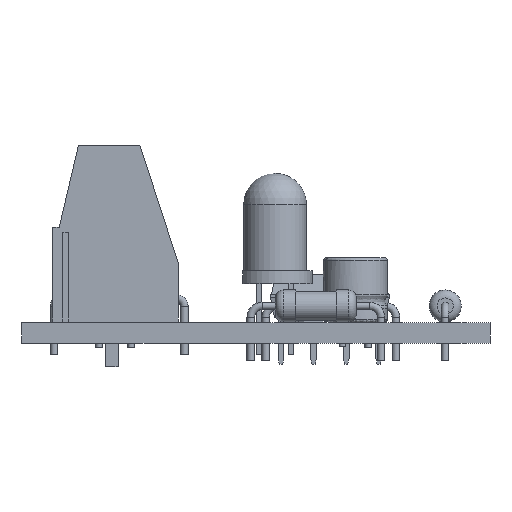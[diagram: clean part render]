
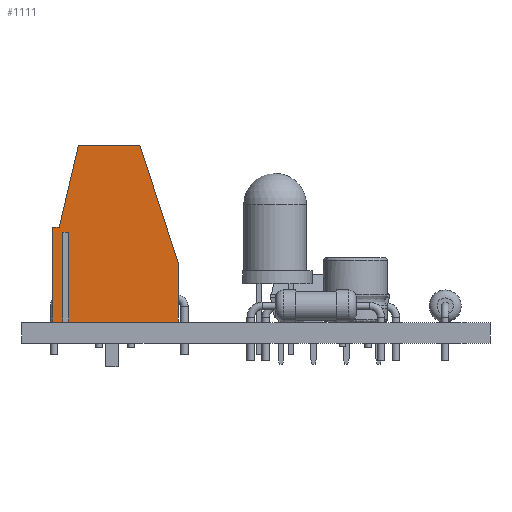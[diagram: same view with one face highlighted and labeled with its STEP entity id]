
A CAD part, left-side view. The second image highlights one B-rep face of the part: STEP entity #1111.
In plain terms, the highlighted face is planar.
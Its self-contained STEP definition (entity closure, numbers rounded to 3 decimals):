
#670 = VERTEX_POINT('',#671);
#671 = CARTESIAN_POINT('',(7.62,-2.6,13.8));
#677 = EDGE_CURVE('',#670,#678,#680,.T.);
#678 = VERTEX_POINT('',#679);
#679 = CARTESIAN_POINT('',(7.62,-4.1,7.4));
#680 = LINE('',#681,#682);
#681 = CARTESIAN_POINT('',(7.62,-2.6,13.8));
#682 = VECTOR('',#683,1.);
#683 = DIRECTION('',(0.,-0.228,-0.974));
#702 = VERTEX_POINT('',#703);
#703 = CARTESIAN_POINT('',(7.62,2.2,13.8));
#709 = EDGE_CURVE('',#702,#670,#710,.T.);
#710 = LINE('',#711,#712);
#711 = CARTESIAN_POINT('',(7.62,5.2,13.8));
#712 = VECTOR('',#713,1.);
#713 = DIRECTION('',(0.,-1.,0.));
#747 = EDGE_CURVE('',#702,#748,#750,.T.);
#748 = VERTEX_POINT('',#749);
#749 = CARTESIAN_POINT('',(7.62,5.2,4.57));
#750 = LINE('',#751,#752);
#751 = CARTESIAN_POINT('',(7.62,2.2,13.8));
#752 = VECTOR('',#753,1.);
#753 = DIRECTION('',(0.,0.309,-0.951));
#772 = VERTEX_POINT('',#773);
#773 = CARTESIAN_POINT('',(7.62,5.2,0.));
#779 = EDGE_CURVE('',#772,#748,#780,.T.);
#780 = LINE('',#781,#782);
#781 = CARTESIAN_POINT('',(7.62,5.2,0.));
#782 = VECTOR('',#783,1.);
#783 = DIRECTION('',(0.,0.,1.));
#819 = EDGE_CURVE('',#820,#772,#822,.T.);
#820 = VERTEX_POINT('',#821);
#821 = CARTESIAN_POINT('',(7.62,-3.37,0.));
#822 = LINE('',#823,#824);
#823 = CARTESIAN_POINT('',(7.62,-4.6,0.));
#824 = VECTOR('',#825,1.);
#825 = DIRECTION('',(0.,1.,0.));
#844 = VERTEX_POINT('',#845);
#845 = CARTESIAN_POINT('',(7.62,-3.83,0.));
#851 = EDGE_CURVE('',#852,#844,#854,.T.);
#852 = VERTEX_POINT('',#853);
#853 = CARTESIAN_POINT('',(7.62,-4.6,0.));
#854 = LINE('',#855,#856);
#855 = CARTESIAN_POINT('',(7.62,-4.6,0.));
#856 = VECTOR('',#857,1.);
#857 = DIRECTION('',(0.,1.,0.));
#1008 = VERTEX_POINT('',#1009);
#1009 = CARTESIAN_POINT('',(7.62,-4.6,7.4));
#1015 = EDGE_CURVE('',#1008,#852,#1016,.T.);
#1016 = LINE('',#1017,#1018);
#1017 = CARTESIAN_POINT('',(7.62,-4.6,13.8));
#1018 = VECTOR('',#1019,1.);
#1019 = DIRECTION('',(0.,0.,-1.));
#1099 = EDGE_CURVE('',#678,#1008,#1100,.T.);
#1100 = LINE('',#1101,#1102);
#1101 = CARTESIAN_POINT('',(7.62,-4.1,7.4));
#1102 = VECTOR('',#1103,1.);
#1103 = DIRECTION('',(0.,-1.,0.));
#1111 = ADVANCED_FACE('',(#1112),#1144,.T.);
#1112 = FACE_BOUND('',#1113,.T.);
#1113 = EDGE_LOOP('',(#1114,#1115,#1116,#1117,#1118,#1126,#1134,#1140,
    #1141,#1142,#1143));
#1114 = ORIENTED_EDGE('',*,*,#677,.T.);
#1115 = ORIENTED_EDGE('',*,*,#1099,.T.);
#1116 = ORIENTED_EDGE('',*,*,#1015,.T.);
#1117 = ORIENTED_EDGE('',*,*,#851,.T.);
#1118 = ORIENTED_EDGE('',*,*,#1119,.T.);
#1119 = EDGE_CURVE('',#844,#1120,#1122,.T.);
#1120 = VERTEX_POINT('',#1121);
#1121 = CARTESIAN_POINT('',(7.62,-3.83,7.));
#1122 = LINE('',#1123,#1124);
#1123 = CARTESIAN_POINT('',(7.62,-3.83,0.));
#1124 = VECTOR('',#1125,1.);
#1125 = DIRECTION('',(0.,0.,1.));
#1126 = ORIENTED_EDGE('',*,*,#1127,.T.);
#1127 = EDGE_CURVE('',#1120,#1128,#1130,.T.);
#1128 = VERTEX_POINT('',#1129);
#1129 = CARTESIAN_POINT('',(7.62,-3.37,7.));
#1130 = LINE('',#1131,#1132);
#1131 = CARTESIAN_POINT('',(7.62,-3.83,7.));
#1132 = VECTOR('',#1133,1.);
#1133 = DIRECTION('',(0.,1.,0.));
#1134 = ORIENTED_EDGE('',*,*,#1135,.F.);
#1135 = EDGE_CURVE('',#820,#1128,#1136,.T.);
#1136 = LINE('',#1137,#1138);
#1137 = CARTESIAN_POINT('',(7.62,-3.37,0.));
#1138 = VECTOR('',#1139,1.);
#1139 = DIRECTION('',(0.,0.,1.));
#1140 = ORIENTED_EDGE('',*,*,#819,.T.);
#1141 = ORIENTED_EDGE('',*,*,#779,.T.);
#1142 = ORIENTED_EDGE('',*,*,#747,.F.);
#1143 = ORIENTED_EDGE('',*,*,#709,.T.);
#1144 = PLANE('',#1145);
#1145 = AXIS2_PLACEMENT_3D('',#1146,#1147,#1148);
#1146 = CARTESIAN_POINT('',(7.62,0.3,6.9));
#1147 = DIRECTION('',(1.,0.,0.));
#1148 = DIRECTION('',(0.,0.,1.));
